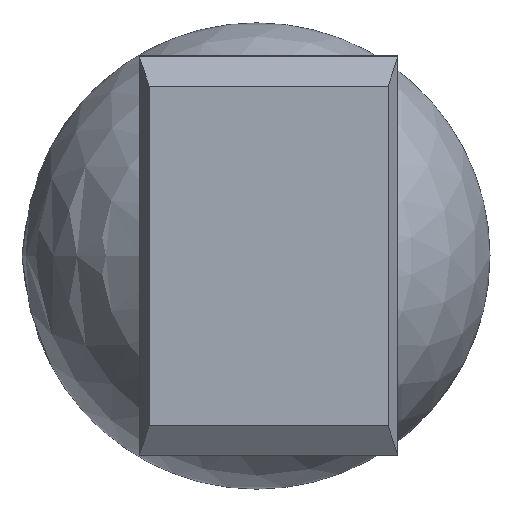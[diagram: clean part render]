
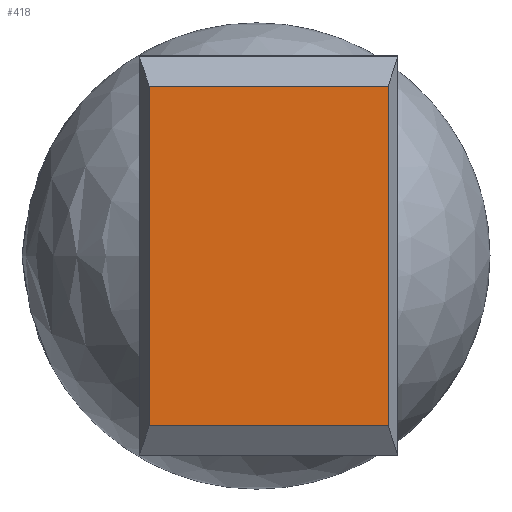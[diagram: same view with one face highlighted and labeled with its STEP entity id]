
A CAD part, left-side view. The second image highlights one B-rep face of the part: STEP entity #418.
In plain terms, the highlighted planar face has unit normal (-1, 0, 0).
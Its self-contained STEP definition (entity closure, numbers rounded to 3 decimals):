
#276 = FACE_OUTER_BOUND($, #286 ,.T.);
#286 = EDGE_LOOP($,( #371 , #372 , #373 , #374 ));
#298 = LINE($, #491 , #318 );
#299 = LINE($, #494 , #319 );
#300 = LINE($, #496 , #320 );
#301 = LINE($, #497 , #321 );
#318 = VECTOR($, #447 ,0.17);
#319 = VECTOR($, #450 ,0.37);
#320 = VECTOR($, #451 ,0.17);
#321 = VECTOR($, #452 ,0.37);
#335 = VERTEX_POINT($, #484 );
#338 = VERTEX_POINT($, #489 );
#339 = VERTEX_POINT($, #493 );
#340 = VERTEX_POINT($, #495 );
#350 = EDGE_CURVE($, #338 , #335 , #298 ,.T.);
#351 = EDGE_CURVE($, #339 , #338 , #299 ,.T.);
#352 = EDGE_CURVE($, #340 , #339 , #300 ,.T.);
#353 = EDGE_CURVE($, #335 , #340 , #301 ,.T.);
#371 = ORIENTED_EDGE($,*,*, #350 ,.F.);
#372 = ORIENTED_EDGE($,*,*, #351 ,.F.);
#373 = ORIENTED_EDGE($,*,*, #352 ,.F.);
#374 = ORIENTED_EDGE($,*,*, #353 ,.F.);
#408 = PLANE($, #431 );
#418 = ADVANCED_FACE($,( #276 ), #408 ,.T.);
#431 = AXIS2_PLACEMENT_3D($, #492 , #448 , #449 );
#447 = DIRECTION($,(0.,0.,-1.));
#448 = DIRECTION('center_axis',(-1.,0.,0.));
#449 = DIRECTION('ref_axis',(0.,1.,0.));
#450 = DIRECTION($,(0.,-1.,0.));
#451 = DIRECTION($,(0.,0.,1.));
#452 = DIRECTION($,(0.,1.,0.));
#484 = CARTESIAN_POINT('',(-0.778,0.021,-0.361));
#489 = CARTESIAN_POINT('',(-0.778,0.021,0.361));
#491 = CARTESIAN_POINT($,(-0.778,0.021,0.425));
#492 = CARTESIAN_POINT('Origin',(-0.778,0,0.425));
#493 = CARTESIAN_POINT('',(-0.778,0.53,0.361));
#494 = CARTESIAN_POINT($,(-0.778,0.138,0.361));
#495 = CARTESIAN_POINT('',(-0.778,0.53,-0.361));
#496 = CARTESIAN_POINT($,(-0.778,0.53,0.425));
#497 = CARTESIAN_POINT($,(-0.778,0.138,-0.361));
